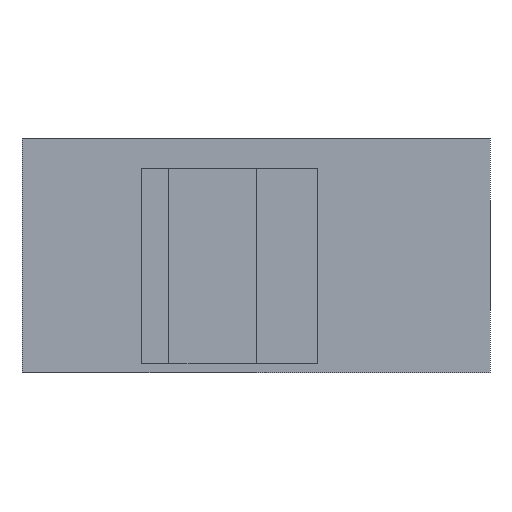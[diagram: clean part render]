
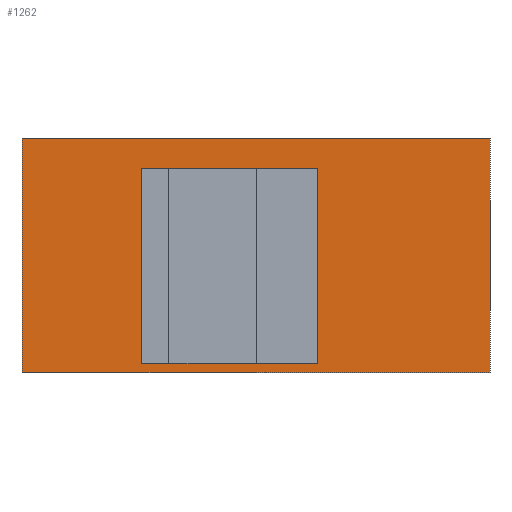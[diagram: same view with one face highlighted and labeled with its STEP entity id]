
A CAD part, front view. The second image highlights one B-rep face of the part: STEP entity #1262.
In plain terms, the highlighted planar face has unit normal (0, -1, 0).
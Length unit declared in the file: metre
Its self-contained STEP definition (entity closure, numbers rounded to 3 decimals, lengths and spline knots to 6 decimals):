
#118=ORIENTED_EDGE('',*,*,#469,.F.);
#119=ORIENTED_EDGE('',*,*,#381,.F.);
#120=ORIENTED_EDGE('',*,*,#434,.T.);
#121=ORIENTED_EDGE('',*,*,#470,.T.);
#122=ORIENTED_EDGE('',*,*,#463,.F.);
#123=ORIENTED_EDGE('',*,*,#471,.T.);
#124=ORIENTED_EDGE('',*,*,#472,.T.);
#125=ORIENTED_EDGE('',*,*,#473,.F.);
#381=EDGE_CURVE('',#564,#561,#686,.T.);
#434=EDGE_CURVE('',#564,#615,#739,.T.);
#463=EDGE_CURVE('',#636,#637,#768,.T.);
#469=EDGE_CURVE('',#561,#641,#774,.T.);
#470=EDGE_CURVE('',#615,#641,#775,.T.);
#471=EDGE_CURVE('',#636,#642,#776,.T.);
#472=EDGE_CURVE('',#642,#643,#777,.T.);
#473=EDGE_CURVE('',#637,#643,#778,.T.);
#561=VERTEX_POINT('',#1702);
#564=VERTEX_POINT('',#1707);
#615=VERTEX_POINT('',#1816);
#636=VERTEX_POINT('',#1869);
#637=VERTEX_POINT('',#1871);
#641=VERTEX_POINT('',#1882);
#642=VERTEX_POINT('',#1885);
#643=VERTEX_POINT('',#1887);
#686=LINE('',#1708,#869);
#739=LINE('',#1815,#922);
#768=LINE('',#1870,#951);
#774=LINE('',#1881,#957);
#775=LINE('',#1883,#958);
#776=LINE('',#1884,#959);
#777=LINE('',#1886,#960);
#778=LINE('',#1888,#961);
#869=VECTOR('',#1397,1.);
#922=VECTOR('',#1458,1.);
#951=VECTOR('',#1495,1.);
#957=VECTOR('',#1503,1.);
#958=VECTOR('',#1504,1.);
#959=VECTOR('',#1505,1.);
#960=VECTOR('',#1506,1.);
#961=VECTOR('',#1507,1.);
#1063=EDGE_LOOP('',(#118,#119,#120,#121));
#1064=EDGE_LOOP('',(#122,#123,#124,#125));
#1134=FACE_BOUND('',#1063,.T.);
#1135=FACE_BOUND('',#1064,.T.);
#1200=PLANE('',#1337);
#1262=ADVANCED_FACE('',(#1134,#1135),#1200,.T.);
#1337=AXIS2_PLACEMENT_3D('',#1880,#1501,#1502);
#1397=DIRECTION('',(0.,0.,-1.));
#1458=DIRECTION('',(-1.,0.,0.));
#1495=DIRECTION('',(1.,0.,0.));
#1501=DIRECTION('',(0.,-1.,0.));
#1502=DIRECTION('',(0.,0.,-1.));
#1503=DIRECTION('',(-1.,0.,0.));
#1504=DIRECTION('',(0.,0.,-1.));
#1505=DIRECTION('',(0.,0.,1.));
#1506=DIRECTION('',(1.,0.,0.));
#1507=DIRECTION('',(0.,0.,1.));
#1702=CARTESIAN_POINT('',(0.,0.,0.));
#1707=CARTESIAN_POINT('',(0.,0.,2.4384));
#1708=CARTESIAN_POINT('',(0.,0.,2.4384));
#1815=CARTESIAN_POINT('',(-2.4384,0.,2.4384));
#1816=CARTESIAN_POINT('',(-4.8768,0.,2.4384));
#1869=CARTESIAN_POINT('',(-3.627678,0.,0.1016));
#1870=CARTESIAN_POINT('',(-3.170478,0.,0.1016));
#1871=CARTESIAN_POINT('',(-1.798878,0.,0.1016));
#1880=CARTESIAN_POINT('',(-2.4384,0.,2.4384));
#1881=CARTESIAN_POINT('',(-2.4384,0.,0.));
#1882=CARTESIAN_POINT('',(-4.8768,0.,0.));
#1883=CARTESIAN_POINT('',(-4.8768,0.,2.4384));
#1884=CARTESIAN_POINT('',(-3.627678,0.,1.1176));
#1885=CARTESIAN_POINT('',(-3.627678,0.,2.1336));
#1886=CARTESIAN_POINT('',(-3.170478,0.,2.1336));
#1887=CARTESIAN_POINT('',(-1.798878,0.,2.1336));
#1888=CARTESIAN_POINT('',(-1.798878,0.,1.1176));
